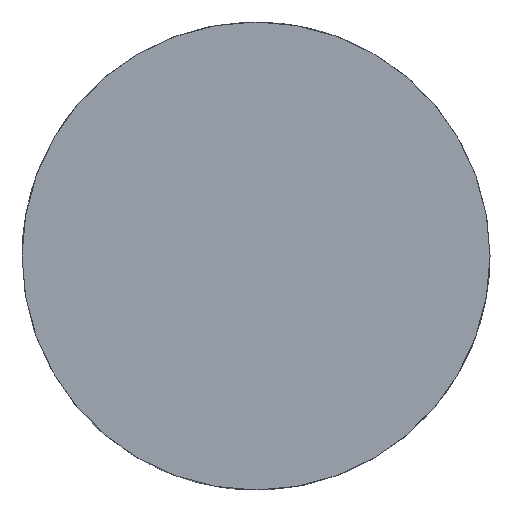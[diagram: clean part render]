
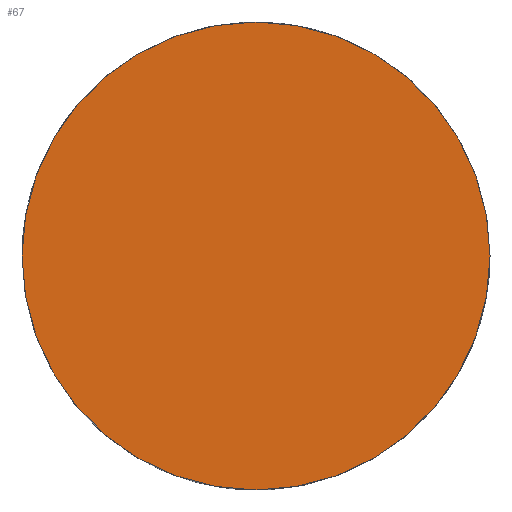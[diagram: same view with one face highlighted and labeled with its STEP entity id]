
A CAD part, top view. The second image highlights one B-rep face of the part: STEP entity #67.
In plain terms, the highlighted planar face has unit normal (0, 0, 1).
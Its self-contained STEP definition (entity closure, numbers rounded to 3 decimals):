
#7 = CARTESIAN_POINT ( 'NONE',  ( -6.35, 0., 2. ) ) ;
#13 = EDGE_CURVE ( 'NONE', #76, #112, #164, .T. ) ;
#28 = CARTESIAN_POINT ( 'NONE',  ( 0., 0., 2. ) ) ;
#48 = DIRECTION ( 'NONE',  ( 0., 0., 1. ) ) ;
#54 = CARTESIAN_POINT ( 'NONE',  ( 6.35, 0., 2. ) ) ;
#61 = CARTESIAN_POINT ( 'NONE',  ( 0., 0., 2. ) ) ;
#63 = EDGE_LOOP ( 'NONE', ( #158, #125 ) ) ;
#65 = DIRECTION ( 'NONE',  ( 0., 0., 1. ) ) ;
#67 = ADVANCED_FACE ( 'NONE', ( #161 ), #144, .T. ) ;
#76 = VERTEX_POINT ( 'NONE', #7 ) ;
#79 = DIRECTION ( 'NONE',  ( 1., 0., 0. ) ) ;
#80 = CARTESIAN_POINT ( 'NONE',  ( 0., 0., 2. ) ) ;
#86 = EDGE_CURVE ( 'NONE', #112, #76, #93, .T. ) ;
#93 = CIRCLE ( 'NONE', #115, 6.35 ) ;
#110 = DIRECTION ( 'NONE',  ( 1., 0., 0. ) ) ;
#112 = VERTEX_POINT ( 'NONE', #54 ) ;
#115 = AXIS2_PLACEMENT_3D ( 'NONE', #28, #65, #169 ) ;
#125 = ORIENTED_EDGE ( 'NONE', *, *, #86, .T. ) ;
#134 = AXIS2_PLACEMENT_3D ( 'NONE', #61, #162, #79 ) ;
#137 = AXIS2_PLACEMENT_3D ( 'NONE', #80, #48, #110 ) ;
#144 = PLANE ( 'NONE',  #137 ) ;
#158 = ORIENTED_EDGE ( 'NONE', *, *, #13, .T. ) ;
#161 = FACE_OUTER_BOUND ( 'NONE', #63, .T. ) ;
#162 = DIRECTION ( 'NONE',  ( 0., 0., 1. ) ) ;
#164 = CIRCLE ( 'NONE', #134, 6.35 ) ;
#169 = DIRECTION ( 'NONE',  ( 1., 0., 0. ) ) ;
